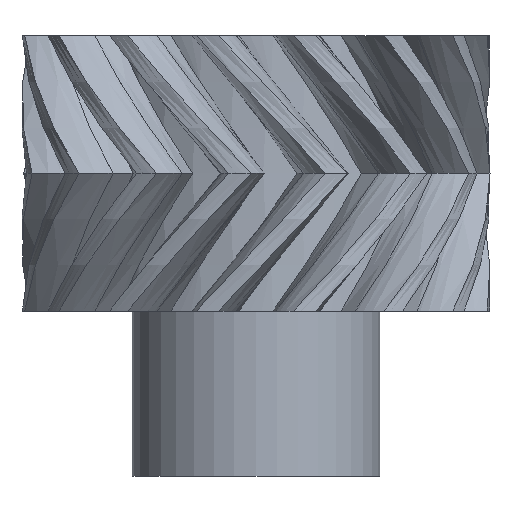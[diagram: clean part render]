
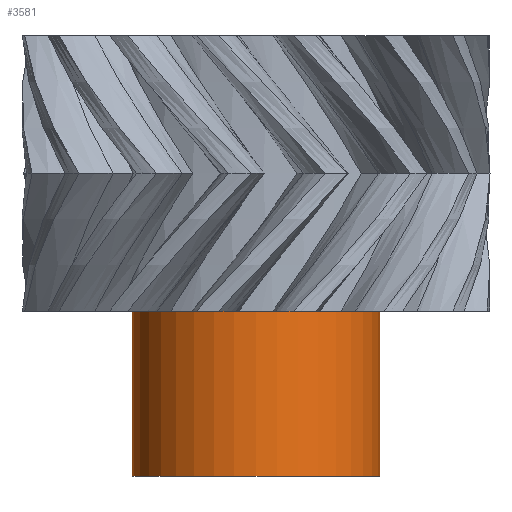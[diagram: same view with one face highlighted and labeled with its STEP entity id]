
A CAD part, left-side view. The second image highlights one B-rep face of the part: STEP entity #3581.
In plain terms, the highlighted cylindrical face has radius 4.5 mm (diameter 9 mm), a full revolution.
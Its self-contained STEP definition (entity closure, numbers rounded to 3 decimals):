
#406=FACE_BOUND('',#914,.T.);
#411=B_SPLINE_CURVE_WITH_KNOTS('',3,(#4282,#4283,#4284,#4285,#4286,#4287,
#4288,#4289,#4290,#4291,#4292,#4293,#4294,#4295,#4296,#4297,#4298,#4299,
#4300,#4301,#4302,#4303,#4304,#4305,#4306,#4307),.UNSPECIFIED.,.F.,.F.,
(4,2,2,2,2,2,2,2,2,2,2,2,4),(0.,0.051,0.102,0.154,
0.205,0.256,0.307,0.358,
0.41,0.461,0.512,0.563,
0.614),.UNSPECIFIED.);
#412=B_SPLINE_CURVE_WITH_KNOTS('',3,(#4308,#4309,#4310,#4311,#4312,#4313,
#4314,#4315,#4316,#4317),.UNSPECIFIED.,.F.,.F.,(4,2,2,2,4),(0.614,
0.666,0.717,0.768,0.819),
 .UNSPECIFIED.);
#655=CYLINDRICAL_SURFACE('',#3831,4.5);
#679=FACE_OUTER_BOUND('',#913,.T.);
#913=EDGE_LOOP('',(#2397,#2398,#2399,#2400));
#914=EDGE_LOOP('',(#2401,#2402));
#1148=LINE('',#4323,#1242);
#1242=VECTOR('',#3950,4.5);
#1336=CIRCLE('',#3832,4.5);
#1337=CIRCLE('',#3833,4.5);
#1418=VERTEX_POINT('',#4280);
#1419=VERTEX_POINT('',#4281);
#1420=VERTEX_POINT('',#4320);
#1421=VERTEX_POINT('',#4322);
#1789=EDGE_CURVE('',#1418,#1419,#411,.T.);
#1790=EDGE_CURVE('',#1419,#1418,#412,.T.);
#1792=EDGE_CURVE('',#1420,#1420,#1336,.T.);
#1793=EDGE_CURVE('',#1420,#1421,#1148,.T.);
#1794=EDGE_CURVE('',#1421,#1421,#1337,.T.);
#2397=ORIENTED_EDGE('',*,*,#1792,.F.);
#2398=ORIENTED_EDGE('',*,*,#1793,.T.);
#2399=ORIENTED_EDGE('',*,*,#1794,.F.);
#2400=ORIENTED_EDGE('',*,*,#1793,.F.);
#2401=ORIENTED_EDGE('',*,*,#1789,.T.);
#2402=ORIENTED_EDGE('',*,*,#1790,.T.);
#3581=ADVANCED_FACE('',(#679,#406),#655,.T.);
#3831=AXIS2_PLACEMENT_3D('',#4319,#3946,#3947);
#3832=AXIS2_PLACEMENT_3D('',#4321,#3948,#3949);
#3833=AXIS2_PLACEMENT_3D('',#4324,#3951,#3952);
#3946=DIRECTION('center_axis',(0.,0.,-1.));
#3947=DIRECTION('ref_axis',(0.,1.,0.));
#3948=DIRECTION('center_axis',(0.,0.,
-1.));
#3949=DIRECTION('ref_axis',(0.,1.,0.));
#3950=DIRECTION('',(0.,0.,1.));
#3951=DIRECTION('center_axis',(0.,0.,1.));
#3952=DIRECTION('ref_axis',(0.,1.,0.));
#4280=CARTESIAN_POINT('',(4.299,1.33,-3.));
#4281=CARTESIAN_POINT('',(4.5,-0.02,-1.65));
#4282=CARTESIAN_POINT('Ctrl Pts',(4.299,1.33,-3.));
#4283=CARTESIAN_POINT('Ctrl Pts',(4.299,1.33,-3.171));
#4284=CARTESIAN_POINT('Ctrl Pts',(4.31,1.295,-3.352));
#4285=CARTESIAN_POINT('Ctrl Pts',(4.349,1.157,-3.684));
#4286=CARTESIAN_POINT('Ctrl Pts',(4.377,1.053,-3.835));
#4287=CARTESIAN_POINT('Ctrl Pts',(4.427,0.815,-4.074));
#4288=CARTESIAN_POINT('Ctrl Pts',(4.454,0.664,-4.178));
#4289=CARTESIAN_POINT('Ctrl Pts',(4.491,0.331,-4.316));
#4290=CARTESIAN_POINT('Ctrl Pts',(4.501,0.15,-4.35));
#4291=CARTESIAN_POINT('Ctrl Pts',(4.499,-0.191,-4.35));
#4292=CARTESIAN_POINT('Ctrl Pts',(4.488,-0.372,-4.316));
#4293=CARTESIAN_POINT('Ctrl Pts',(4.448,-0.705,-4.177));
#4294=CARTESIAN_POINT('Ctrl Pts',(4.42,-0.856,-4.074));
#4295=CARTESIAN_POINT('Ctrl Pts',(4.367,-1.094,-3.835));
#4296=CARTESIAN_POINT('Ctrl Pts',(4.338,-1.198,-3.684));
#4297=CARTESIAN_POINT('Ctrl Pts',(4.298,-1.336,-3.352));
#4298=CARTESIAN_POINT('Ctrl Pts',(4.286,-1.37,-3.171));
#4299=CARTESIAN_POINT('Ctrl Pts',(4.286,-1.37,-2.829));
#4300=CARTESIAN_POINT('Ctrl Pts',(4.298,-1.336,-2.648));
#4301=CARTESIAN_POINT('Ctrl Pts',(4.338,-1.198,-2.316));
#4302=CARTESIAN_POINT('Ctrl Pts',(4.367,-1.094,-2.165));
#4303=CARTESIAN_POINT('Ctrl Pts',(4.42,-0.856,-1.926));
#4304=CARTESIAN_POINT('Ctrl Pts',(4.448,-0.705,-1.823));
#4305=CARTESIAN_POINT('Ctrl Pts',(4.488,-0.372,-1.684));
#4306=CARTESIAN_POINT('Ctrl Pts',(4.499,-0.191,-1.65));
#4307=CARTESIAN_POINT('Ctrl Pts',(4.5,-0.02,
-1.65));
#4308=CARTESIAN_POINT('Ctrl Pts',(4.5,-0.02,
-1.65));
#4309=CARTESIAN_POINT('Ctrl Pts',(4.501,0.15,-1.65));
#4310=CARTESIAN_POINT('Ctrl Pts',(4.491,0.331,-1.684));
#4311=CARTESIAN_POINT('Ctrl Pts',(4.454,0.664,-1.822));
#4312=CARTESIAN_POINT('Ctrl Pts',(4.427,0.815,-1.926));
#4313=CARTESIAN_POINT('Ctrl Pts',(4.377,1.053,-2.165));
#4314=CARTESIAN_POINT('Ctrl Pts',(4.349,1.157,-2.316));
#4315=CARTESIAN_POINT('Ctrl Pts',(4.31,1.295,-2.648));
#4316=CARTESIAN_POINT('Ctrl Pts',(4.299,1.33,-2.829));
#4317=CARTESIAN_POINT('Ctrl Pts',(4.299,1.33,-3.));
#4319=CARTESIAN_POINT('Origin',(0.,0.,
0.));
#4320=CARTESIAN_POINT('',(0.,-4.5,-6.));
#4321=CARTESIAN_POINT('Origin',(0.,0.,
-6.));
#4322=CARTESIAN_POINT('',(0.,-4.5,0.));
#4323=CARTESIAN_POINT('',(0.,-4.5,0.));
#4324=CARTESIAN_POINT('Origin',(0.,0.,
0.));
